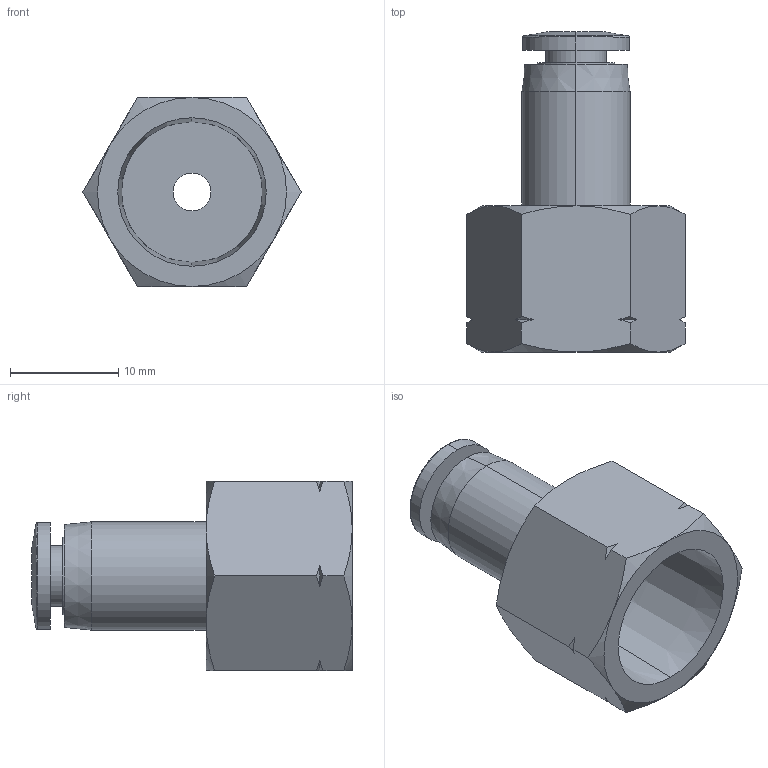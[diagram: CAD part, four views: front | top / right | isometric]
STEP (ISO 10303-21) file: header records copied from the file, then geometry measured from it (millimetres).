
FILE_DESCRIPTION (( 'STEP AP214' ), '1' );
FILE_NAME ('FS532-14N.step', '2016-02-24T20:34:30', ( '' ), ( '' ), 'SwSTEP 2.0', 'SolidWorks 2015', '' );
FILE_SCHEMA (( 'AUTOMOTIVE_DESIGN' ));
Length unit declared in the file: inch
Products named in the file (1): FS532-14N
Bounding box: 20.16 x 29.6 x 17.46 mm (x, y, z)
Volume: 2863 mm3; surface area: 2573.2 mm2
Topology: 1 solids, 1 shells, 61 faces, 138 edges, 84 vertices
Faces by surface type: cone 32, plane 13, cylinder 12, bspline 4
Entity records: 2675 total; most frequent: CARTESIAN_POINT 536, ORIENTED_EDGE 276, DIRECTION 264, EDGE_CURVE 138, AXIS2_PLACEMENT_3D 116, VERTEX_POINT 84, EDGE_LOOP 68, DIMENSIONAL_EXPONENTS 64
